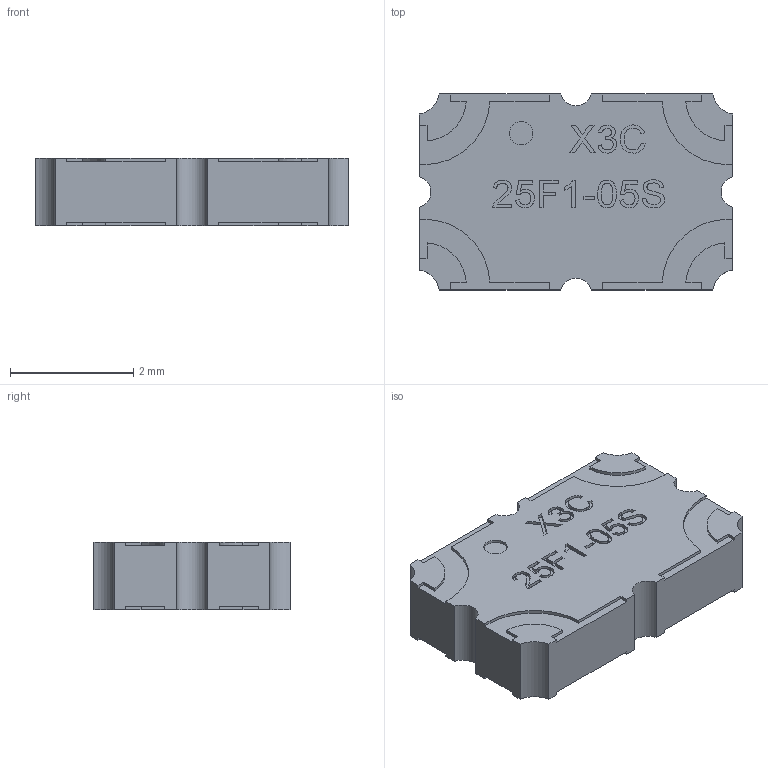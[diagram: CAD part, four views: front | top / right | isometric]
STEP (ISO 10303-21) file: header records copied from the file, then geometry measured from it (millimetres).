
FILE_DESCRIPTION (( 'STEP AP203' ), '1' );
FILE_NAME ('X3C25F1-05S.STEP', '2025-05-20T14:30:01', ( '' ), ( '' ), 'SwSTEP 2.0', 'SolidWorks 2023', '' );
FILE_SCHEMA (( 'CONFIG_CONTROL_DESIGN' ));
Length unit declared in the file: inch
Products named in the file (1): X3C25F1-05S
Bounding box: 5.08 x 3.17 x 1.09 mm (x, y, z)
Volume: 16.6 mm3; surface area: 51.5 mm2
Topology: 1 solids, 1 shells, 264 faces, 744 edges, 496 vertices
Faces by surface type: plane 164, bspline 79, cylinder 21
Entity records: 12899 total; most frequent: CARTESIAN_POINT 6488, ORIENTED_EDGE 1488, DIRECTION 1000, EDGE_CURVE 744, LINE 544, VECTOR 544, VERTEX_POINT 496, EDGE_LOOP 278
